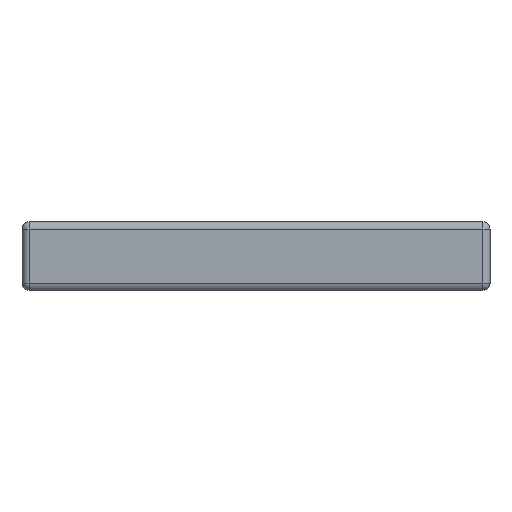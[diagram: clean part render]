
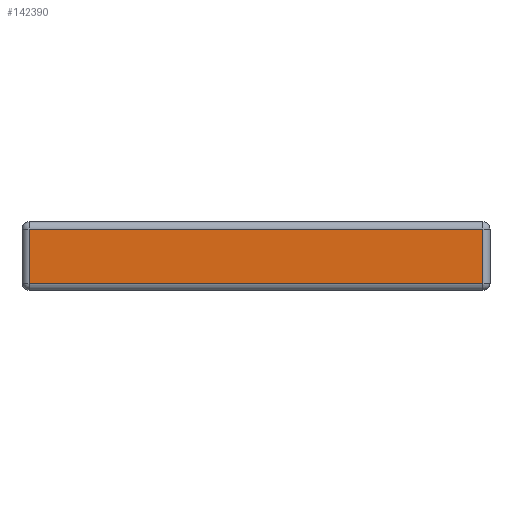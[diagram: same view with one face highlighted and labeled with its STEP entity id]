
A CAD part, left-side view. The second image highlights one B-rep face of the part: STEP entity #142390.
In plain terms, the highlighted planar face has unit normal (-1, 0, 0).
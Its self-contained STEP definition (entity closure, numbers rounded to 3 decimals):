
#56840=CARTESIAN_POINT('',(0.,137.16,16.51));
#56850=VERTEX_POINT('',#56840);
#60910=CARTESIAN_POINT('',(0.,-22.86,16.51));
#60920=VERTEX_POINT('',#60910);
#60950=CARTESIAN_POINT('',(0.,0.,16.51));
#60960=DIRECTION('',(0.,1.,0.));
#60970=VECTOR('',#60960,1.);
#60980=LINE('',#60950,#60970);
#60990=EDGE_CURVE('',#60920,#56850,#60980,.T.);
#141590=CARTESIAN_POINT('',(0.,-22.86,-2.54));
#141600=VERTEX_POINT('',#141590);
#142110=CARTESIAN_POINT('',(0.,139.7,0.));
#142120=DIRECTION('',(-1.,0.,0.));
#142130=DIRECTION('',(0.,-1.,0.));
#142140=AXIS2_PLACEMENT_3D('',#142110,#142120,#142130);
#142150=PLANE('',#142140);
#142160=ORIENTED_EDGE('',*,*,#60990,.T.);
#142170=CARTESIAN_POINT('',(0.,-22.86,0.));
#142180=DIRECTION('',(0.,0.,1.));
#142190=VECTOR('',#142180,1.);
#142200=LINE('',#142170,#142190);
#142210=EDGE_CURVE('',#141600,#60920,#142200,.T.);
#142220=ORIENTED_EDGE('',*,*,#142210,.T.);
#142230=CARTESIAN_POINT('',(0.,0.,-2.54));
#142240=DIRECTION('',(0.,-1.,0.));
#142250=VECTOR('',#142240,1.);
#142260=LINE('',#142230,#142250);
#142270=CARTESIAN_POINT('',(0.,137.16,-2.54));
#142280=VERTEX_POINT('',#142270);
#142290=EDGE_CURVE('',#142280,#141600,#142260,.T.);
#142300=ORIENTED_EDGE('',*,*,#142290,.T.);
#142310=CARTESIAN_POINT('',(0.,137.16,0.));
#142320=DIRECTION('',(0.,0.,-1.));
#142330=VECTOR('',#142320,1.);
#142340=LINE('',#142310,#142330);
#142350=EDGE_CURVE('',#56850,#142280,#142340,.T.);
#142360=ORIENTED_EDGE('',*,*,#142350,.T.);
#142370=EDGE_LOOP('',(#142360,#142300,#142220,#142160));
#142380=FACE_OUTER_BOUND('',#142370,.T.);
#142390=ADVANCED_FACE('',(#142380),#142150,.T.);
